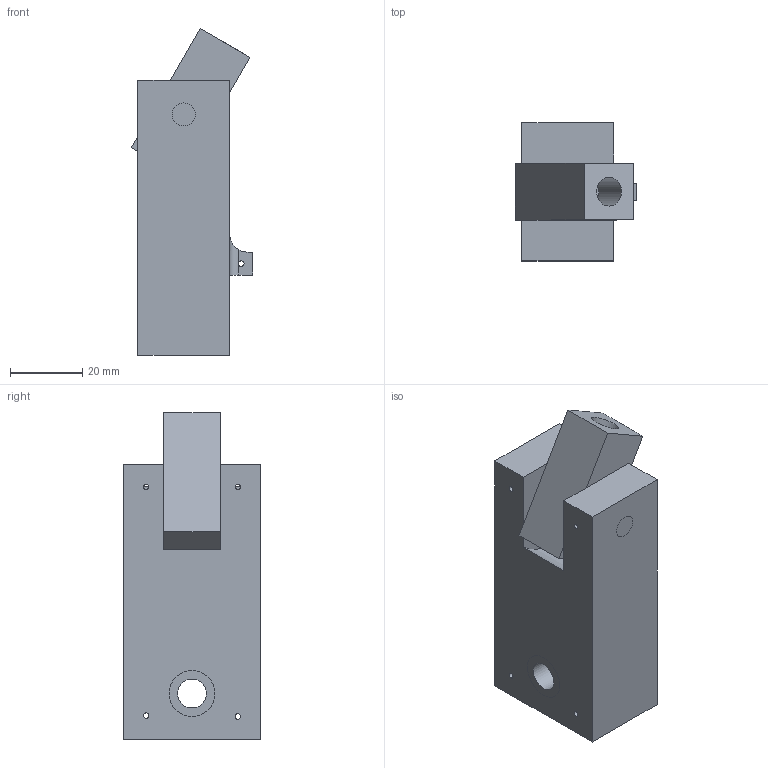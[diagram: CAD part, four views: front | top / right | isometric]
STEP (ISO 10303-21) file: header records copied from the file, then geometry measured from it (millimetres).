
FILE_DESCRIPTION(/* description */ (''),/* implementation_level */ '2;1');
FILE_NAME(/* name */ 'Assembly v2.step',/* time_stamp */ '2024-09-17T19:26:43-07:00',/* author */ (''),/* organization */ (''),/* preprocessor_version */ 'ST-DEVELOPER v20',/* originating_system */ 'Autodesk Translation Framework v13.14.0.145',/* authorisation */ '');
FILE_SCHEMA (('AUTOMOTIVE_DESIGN { 1 0 10303 214 3 1 1 }'));
Length unit declared in the file: inch
Products named in the file (5): Assembly; pin; BottomHolderThing; topthing; bottomthing
Assembly tree (4 placements, depth 2):
  Assembly
    pin
    BottomHolderThing
    topthing
    bottomthing
Bounding box: 33.54 x 38.1 x 90.44 mm (x, y, z)
Volume: 70389.7 mm3; surface area: 20029.4 mm2
Topology: 4 solids, 4 shells, 43 faces, 111 edges, 73 vertices
Faces by surface type: plane 25, cylinder 17, cone 1
Full cylindrical faces by diameter (mm): 1.504 x4, 1.587 x1, 6.35 x4, 7.976 x2, 12.7 x2
Entity records: 1605 total; most frequent: CARTESIAN_POINT 347, DIRECTION 240, ORIENTED_EDGE 220, EDGE_CURVE 110, AXIS2_PLACEMENT_3D 86, VERTEX_POINT 73, LINE 68, VECTOR 68
